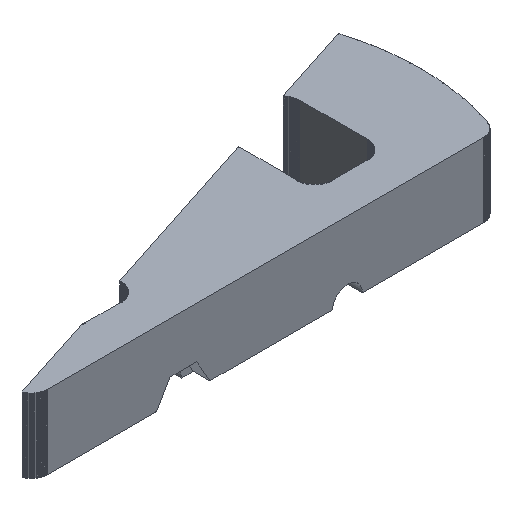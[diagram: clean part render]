
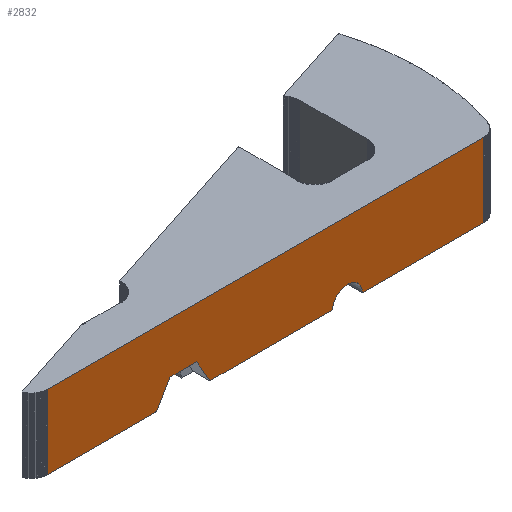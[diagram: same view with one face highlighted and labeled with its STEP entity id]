
A CAD part, isometric view. The second image highlights one B-rep face of the part: STEP entity #2832.
In plain terms, the highlighted planar face has unit normal (0, -1, 0).
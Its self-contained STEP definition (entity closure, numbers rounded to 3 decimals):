
#1184 = VERTEX_POINT('',#1185);
#1185 = CARTESIAN_POINT('',(-26.564,-10.999,9.));
#1191 = EDGE_CURVE('',#1192,#1184,#1194,.T.);
#1192 = VERTEX_POINT('',#1193);
#1193 = CARTESIAN_POINT('',(26.564,-10.999,9.));
#1194 = LINE('',#1195,#1196);
#1195 = CARTESIAN_POINT('',(26.564,-10.999,9.));
#1196 = VECTOR('',#1197,1.);
#1197 = DIRECTION('',(-1.,0.,0.));
#2813 = VERTEX_POINT('',#2814);
#2814 = CARTESIAN_POINT('',(26.564,-10.999,0.));
#2822 = EDGE_CURVE('',#2813,#1192,#2823,.T.);
#2823 = LINE('',#2824,#2825);
#2824 = CARTESIAN_POINT('',(26.564,-10.999,0.));
#2825 = VECTOR('',#2826,1.);
#2826 = DIRECTION('',(0.,0.,1.));
#2832 = ADVANCED_FACE('',(#2833),#2900,.T.);
#2833 = FACE_BOUND('',#2834,.T.);
#2834 = EDGE_LOOP('',(#2835,#2836,#2837,#2845,#2853,#2861,#2869,#2877,
    #2885,#2894));
#2835 = ORIENTED_EDGE('',*,*,#2822,.T.);
#2836 = ORIENTED_EDGE('',*,*,#1191,.T.);
#2837 = ORIENTED_EDGE('',*,*,#2838,.F.);
#2838 = EDGE_CURVE('',#2839,#1184,#2841,.T.);
#2839 = VERTEX_POINT('',#2840);
#2840 = CARTESIAN_POINT('',(-26.564,-10.999,0.));
#2841 = LINE('',#2842,#2843);
#2842 = CARTESIAN_POINT('',(-26.564,-10.999,0.));
#2843 = VECTOR('',#2844,1.);
#2844 = DIRECTION('',(0.,0.,1.));
#2845 = ORIENTED_EDGE('',*,*,#2846,.F.);
#2846 = EDGE_CURVE('',#2847,#2839,#2849,.T.);
#2847 = VERTEX_POINT('',#2848);
#2848 = CARTESIAN_POINT('',(-13.25,-10.999,0.));
#2849 = LINE('',#2850,#2851);
#2850 = CARTESIAN_POINT('',(26.564,-10.999,0.));
#2851 = VECTOR('',#2852,1.);
#2852 = DIRECTION('',(-1.,0.,0.));
#2853 = ORIENTED_EDGE('',*,*,#2854,.T.);
#2854 = EDGE_CURVE('',#2847,#2855,#2857,.T.);
#2855 = VERTEX_POINT('',#2856);
#2856 = CARTESIAN_POINT('',(-11.625,-10.999,2.815));
#2857 = LINE('',#2858,#2859);
#2858 = CARTESIAN_POINT('',(-9.807,-10.999,
    5.964));
#2859 = VECTOR('',#2860,1.);
#2860 = DIRECTION('',(0.5,-0.,0.866));
#2861 = ORIENTED_EDGE('',*,*,#2862,.T.);
#2862 = EDGE_CURVE('',#2855,#2863,#2865,.T.);
#2863 = VERTEX_POINT('',#2864);
#2864 = CARTESIAN_POINT('',(-8.375,-10.999,2.815));
#2865 = LINE('',#2866,#2867);
#2866 = CARTESIAN_POINT('',(-4.188,-10.999,2.815));
#2867 = VECTOR('',#2868,1.);
#2868 = DIRECTION('',(1.,0.,0.));
#2869 = ORIENTED_EDGE('',*,*,#2870,.T.);
#2870 = EDGE_CURVE('',#2863,#2871,#2873,.T.);
#2871 = VERTEX_POINT('',#2872);
#2872 = CARTESIAN_POINT('',(-6.75,-10.999,0.));
#2873 = LINE('',#2874,#2875);
#2874 = CARTESIAN_POINT('',(-6.881,-10.999,
    0.226));
#2875 = VECTOR('',#2876,1.);
#2876 = DIRECTION('',(0.5,0.,-0.866));
#2877 = ORIENTED_EDGE('',*,*,#2878,.F.);
#2878 = EDGE_CURVE('',#2879,#2871,#2881,.T.);
#2879 = VERTEX_POINT('',#2880);
#2880 = CARTESIAN_POINT('',(8.2,-10.999,0.));
#2881 = LINE('',#2882,#2883);
#2882 = CARTESIAN_POINT('',(26.564,-10.999,0.));
#2883 = VECTOR('',#2884,1.);
#2884 = DIRECTION('',(-1.,0.,0.));
#2885 = ORIENTED_EDGE('',*,*,#2886,.T.);
#2886 = EDGE_CURVE('',#2879,#2887,#2889,.T.);
#2887 = VERTEX_POINT('',#2888);
#2888 = CARTESIAN_POINT('',(11.8,-10.999,0.));
#2889 = CIRCLE('',#2890,1.8);
#2890 = AXIS2_PLACEMENT_3D('',#2891,#2892,#2893);
#2891 = CARTESIAN_POINT('',(10.,-10.999,0.));
#2892 = DIRECTION('',(0.,1.,0.));
#2893 = DIRECTION('',(1.,0.,0.));
#2894 = ORIENTED_EDGE('',*,*,#2895,.F.);
#2895 = EDGE_CURVE('',#2813,#2887,#2896,.T.);
#2896 = LINE('',#2897,#2898);
#2897 = CARTESIAN_POINT('',(26.564,-10.999,0.));
#2898 = VECTOR('',#2899,1.);
#2899 = DIRECTION('',(-1.,0.,0.));
#2900 = PLANE('',#2901);
#2901 = AXIS2_PLACEMENT_3D('',#2902,#2903,#2904);
#2902 = CARTESIAN_POINT('',(0.,-10.999,4.5));
#2903 = DIRECTION('',(-0.,-1.,-0.));
#2904 = DIRECTION('',(0.,0.,-1.));
